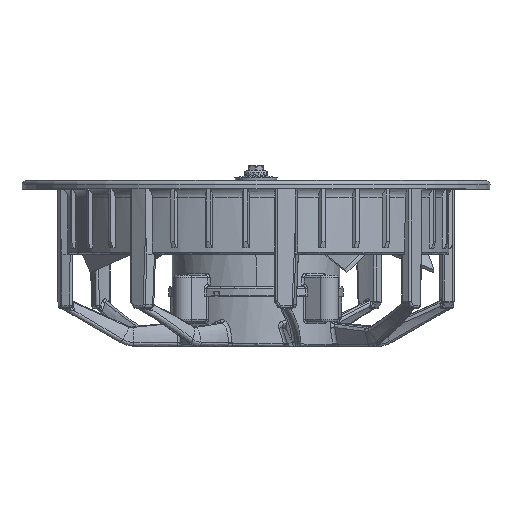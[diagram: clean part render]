
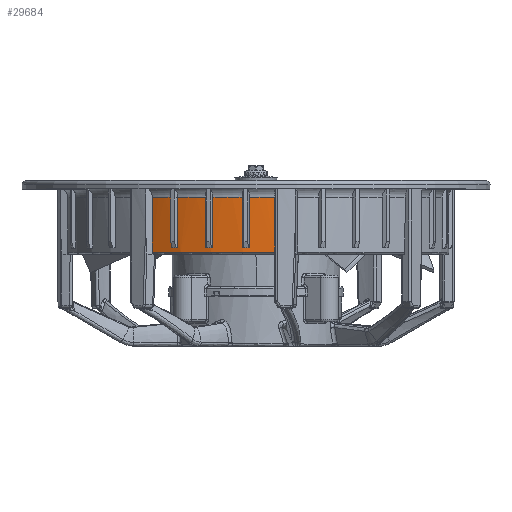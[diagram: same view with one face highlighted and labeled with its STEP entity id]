
A CAD part, top view. The second image highlights one B-rep face of the part: STEP entity #29684.
In plain terms, the highlighted conical face has half-angle 0.1 degrees and reference radius 91.5 mm.
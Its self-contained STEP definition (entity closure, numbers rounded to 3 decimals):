
#3618=CARTESIAN_POINT('',(-49.268,70.51,77.131));
#3619=CARTESIAN_POINT('',(-49.252,61.839,77.123));
#3620=CARTESIAN_POINT('',(-49.237,53.169,77.114));
#3621=CARTESIAN_POINT('',(-49.222,44.498,77.106));
#3642=CARTESIAN_POINT('',(0.,70.51,0.));
#3643=DIRECTION('',(0.,1.,0.));
#3644=DIRECTION('',(-0.26,0.,0.966));
#3645=AXIS2_PLACEMENT_3D('',#3642,#3643,#3644);
#3647=CARTESIAN_POINT('',(0.,70.51,0.));
#3648=DIRECTION('',(0.,1.,0.));
#3649=DIRECTION('',(-0.071,0.,0.997));
#3650=AXIS2_PLACEMENT_3D('',#3647,#3648,#3649);
#3652=CARTESIAN_POINT('',(0.,70.51,0.));
#3653=DIRECTION('',(0.,1.,0.));
#3654=DIRECTION('',(-0.44,0.,0.898));
#3655=AXIS2_PLACEMENT_3D('',#3652,#3653,#3654);
#3657=CARTESIAN_POINT('',(0.,70.51,0.));
#3658=DIRECTION('',(0.,-1.,0.));
#3659=DIRECTION('',(-0.26,0.,0.966));
#3660=AXIS2_PLACEMENT_3D('',#3657,#3658,#3659);
#3725=CARTESIAN_POINT('',(0.,70.51,0.));
#3726=DIRECTION('',(0.,-1.,0.));
#3727=DIRECTION('',(-0.44,0.,0.898));
#3728=AXIS2_PLACEMENT_3D('',#3725,#3726,#3727);
#3783=CARTESIAN_POINT('',(0.,70.51,0.));
#3784=DIRECTION('',(0.,-1.,0.));
#3785=DIRECTION('',(-0.071,0.,0.997));
#3786=AXIS2_PLACEMENT_3D('',#3783,#3784,#3785);
#3829=CARTESIAN_POINT('',(0.,70.51,0.));
#3830=DIRECTION('',(0.,-1.,0.));
#3831=DIRECTION('',(0.097,0.,0.995));
#3832=AXIS2_PLACEMENT_3D('',#3829,#3830,#3831);
#3843=DIRECTION('',(0.,1.,0.002));
#3844=VECTOR('',#3843,26.011);
#3845=CARTESIAN_POINT('',(8.885,44.498,91.045));
#3846=LINE('',#3845,#3844);
#3880=CARTESIAN_POINT('',(0.,44.498,0.));
#3881=DIRECTION('',(0.,1.,0.));
#3882=DIRECTION('',(-0.538,0.,0.843));
#3883=AXIS2_PLACEMENT_3D('',#3880,#3881,#3882);
#22783=CARTESIAN_POINT('',(-23.81,70.51,
88.372));
#22784=CARTESIAN_POINT('',(-37.11,70.51,
83.662));
#22785=VERTEX_POINT('',#22783);
#22786=VERTEX_POINT('',#22784);
#22787=CARTESIAN_POINT('',(-20.465,70.51,
89.206));
#22788=VERTEX_POINT('',#22787);
#22789=CARTESIAN_POINT('',(-6.511,70.51,
91.291));
#22790=VERTEX_POINT('',#22789);
#22791=CARTESIAN_POINT('',(-3.068,70.51,
91.472));
#22792=VERTEX_POINT('',#22791);
#22793=CARTESIAN_POINT('',(8.889,70.51,91.09));
#22794=VERTEX_POINT('',#22793);
#22795=CARTESIAN_POINT('',(8.885,44.498,91.045));
#22796=VERTEX_POINT('',#22795);
#22797=CARTESIAN_POINT('',(-49.222,44.498,
77.106));
#22798=VERTEX_POINT('',#22797);
#22799=VERTEX_POINT('',#3618);
#22800=CARTESIAN_POINT('',(-40.235,70.51,
82.205));
#22801=VERTEX_POINT('',#22800);
#29658=CARTESIAN_POINT('',(0.,57.504,0.));
#29659=DIRECTION('',(0.,1.,0.));
#29660=DIRECTION('',(1.,0.,0.));
#29661=AXIS2_PLACEMENT_3D('',#29658,#29659,#29660);
#29662=CONICAL_SURFACE('',#29661,91.5,0.1);
#29664=ORIENTED_EDGE('',*,*,#29663,.F.);
#29666=ORIENTED_EDGE('',*,*,#29665,.T.);
#29668=ORIENTED_EDGE('',*,*,#29667,.F.);
#29670=ORIENTED_EDGE('',*,*,#29669,.T.);
#29672=ORIENTED_EDGE('',*,*,#29671,.F.);
#29674=ORIENTED_EDGE('',*,*,#29673,.F.);
#29676=ORIENTED_EDGE('',*,*,#29675,.F.);
#29677=ORIENTED_EDGE('',*,*,#29643,.F.);
#29679=ORIENTED_EDGE('',*,*,#29678,.F.);
#29681=ORIENTED_EDGE('',*,*,#29680,.T.);
#29682=EDGE_LOOP('',(#29664,#29666,#29668,#29670,#29672,#29674,#29676,#29677,
#29679,#29681));
#29683=FACE_OUTER_BOUND('',#29682,.F.);
#29684=ADVANCED_FACE('',(#29683),#29662,.T.);
#3622=B_SPLINE_CURVE_WITH_KNOTS('',3,(#3618,#3619,#3620,#3621),.UNSPECIFIED.,
.F.,.F.,(4,4),(0.,1.),.UNSPECIFIED.);
#3646=CIRCLE('',#3645,91.523);
#3651=CIRCLE('',#3650,91.523);
#3656=CIRCLE('',#3655,91.523);
#3661=CIRCLE('',#3660,91.523);
#3729=CIRCLE('',#3728,91.523);
#3787=CIRCLE('',#3786,91.523);
#3833=CIRCLE('',#3832,91.523);
#3884=CIRCLE('',#3883,91.478);
#29643=EDGE_CURVE('',#22799,#22798,#3622,.T.);
#29663=EDGE_CURVE('',#22785,#22786,#3661,.T.);
#29665=EDGE_CURVE('',#22785,#22788,#3646,.T.);
#29667=EDGE_CURVE('',#22790,#22788,#3787,.T.);
#29669=EDGE_CURVE('',#22790,#22792,#3651,.T.);
#29671=EDGE_CURVE('',#22794,#22792,#3833,.T.);
#29673=EDGE_CURVE('',#22796,#22794,#3846,.T.);
#29675=EDGE_CURVE('',#22798,#22796,#3884,.T.);
#29678=EDGE_CURVE('',#22801,#22799,#3729,.T.);
#29680=EDGE_CURVE('',#22801,#22786,#3656,.T.);
